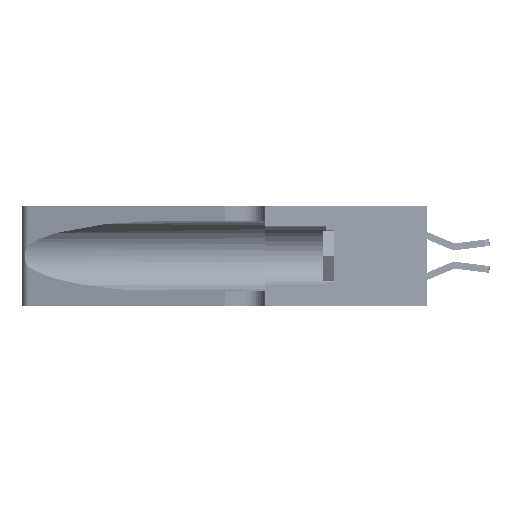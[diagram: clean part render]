
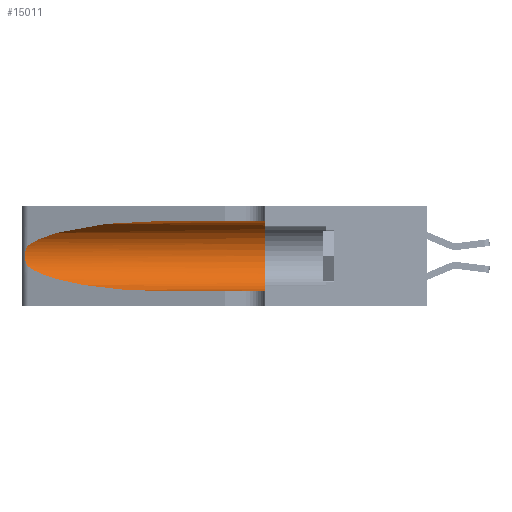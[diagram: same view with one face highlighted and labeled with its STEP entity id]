
A CAD part, left-side view. The second image highlights one B-rep face of the part: STEP entity #15011.
In plain terms, the highlighted cylindrical face has radius 3.308 mm (diameter 6.617 mm), a partial arc.
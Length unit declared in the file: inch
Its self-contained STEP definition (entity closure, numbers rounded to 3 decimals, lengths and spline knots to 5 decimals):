
#303 = EDGE_LOOP ( 'NONE', ( #14749, #16760, #33579, #538, #27139, #2566 ) ) ;
#538 = ORIENTED_EDGE ( 'NONE', *, *, #29529, .T. ) ;
#1329 = EDGE_CURVE ( 'NONE', #38193, #25999, #28889, .T. ) ;
#2271 = CIRCLE ( 'NONE', #15924, 0.13025 ) ;
#2566 = ORIENTED_EDGE ( 'NONE', *, *, #36164, .F. ) ;
#4058 = CARTESIAN_POINT ( 'NONE',  ( 0.25854, 1.2359, 0.20912 ) ) ;
#4499 = LINE ( 'NONE', #22743, #20552 ) ;
#6852 = CARTESIAN_POINT ( 'NONE',  ( 0.1305, 1.61858, 0.185 ) ) ;
#7346 = CARTESIAN_POINT ( 'NONE',  ( 0.26075, 1.23896, 0.19203 ) ) ;
#8210 = CARTESIAN_POINT ( 'NONE',  ( 0.1305, 0.35, 0.185 ) ) ;
#9009 = CARTESIAN_POINT ( 'NONE',  ( 0.25487, 1.22718, 0.14631 ) ) ;
#9826 = EDGE_CURVE ( 'NONE', #25471, #38193, #25821, .T. ) ;
#9934 = DIRECTION ( 'NONE',  ( 0., 0., -1. ) ) ;
#10414 = CARTESIAN_POINT ( 'NONE',  ( 0.25555, 1.22994, 0.2215 ) ) ;
#10539 = CARTESIAN_POINT ( 'NONE',  ( 0.26017, 1.23833, 0.17102 ) ) ;
#11399 = DIRECTION ( 'NONE',  ( 0., 0., 1. ) ) ;
#12651 = CARTESIAN_POINT ( 'NONE',  ( 0.18966, 0.96281, 0.05475 ) ) ;
#12744 = EDGE_CURVE ( 'NONE', #27890, #40756, #2271, .T. ) ;
#13825 = CARTESIAN_POINT ( 'NONE',  ( 0.25789, 1.23486, 0.15765 ) ) ;
#14749 = ORIENTED_EDGE ( 'NONE', *, *, #9826, .T. ) ;
#15011 = ADVANCED_FACE ( 'NONE', ( #33303 ), #15480, .F. ) ;
#15480 = CYLINDRICAL_SURFACE ( 'NONE', #19685, 0.13025 ) ;
#15924 = AXIS2_PLACEMENT_3D ( 'NONE', #8210, #30469, #11399 ) ;
#16760 = ORIENTED_EDGE ( 'NONE', *, *, #1329, .T. ) ;
#17028 = CARTESIAN_POINT ( 'NONE',  ( 0.25555, 1.22993, 0.14849 ) ) ;
#17435 = VERTEX_POINT ( 'NONE', #31344 ) ;
#19685 = AXIS2_PLACEMENT_3D ( 'NONE', #6852, #25936, #9934 ) ;
#20078 = CARTESIAN_POINT ( 'NONE',  ( 0.25487, 1.22718, 0.22369 ) ) ;
#20552 = VECTOR ( 'NONE', #25903, 39.37008 ) ;
#21315 = CARTESIAN_POINT ( 'NONE',  ( 0.25487, 1.22718, 0.22369 ) ) ;
#21572 = CARTESIAN_POINT ( 'NONE',  ( 0.1305, 0.35, 0.31525 ) ) ;
#22743 = CARTESIAN_POINT ( 'NONE',  ( 0.1305, 1.61858, 0.31525 ) ) ;
#22813 = CARTESIAN_POINT ( 'NONE',  ( 0.1305, 0.35, 0.05475 ) ) ;
#23124 = CARTESIAN_POINT ( 'NONE',  ( 0.25639, 1.23184, 0.21858 ) ) ;
#23265 = CARTESIAN_POINT ( 'NONE',  ( 0.25787, 1.23484, 0.2124 ) ) ;
#24340 = LINE ( 'NONE', #27230, #40159 ) ;
#24342 = CARTESIAN_POINT ( 'NONE',  ( 0.1305, 0.72297, 0.31525 ) ) ;
#25464 = CARTESIAN_POINT ( 'NONE',  ( 0.1305, 0.72297, 0.31525 ) ) ;
#25471 = VERTEX_POINT ( 'NONE', #25464 ) ;
#25821 =( BOUNDED_CURVE ( )  B_SPLINE_CURVE ( 3, ( #24342, #27398, #40225, #21315 ),
 .UNSPECIFIED., .F., .T. ) 
 B_SPLINE_CURVE_WITH_KNOTS ( ( 4, 4 ),
 ( 1.5708, 2.84003 ),
 .UNSPECIFIED. ) 
 CURVE ( )  GEOMETRIC_REPRESENTATION_ITEM ( )  RATIONAL_B_SPLINE_CURVE ( ( 1., 0.87, 0.87, 1. ) ) 
 REPRESENTATION_ITEM ( '' )  );
#25903 = DIRECTION ( 'NONE',  ( 0., -1., 0. ) ) ;
#25936 = DIRECTION ( 'NONE',  ( 0., -1., 0. ) ) ;
#25999 = VERTEX_POINT ( 'NONE', #9009 ) ;
#26423 = CARTESIAN_POINT ( 'NONE',  ( 0.26018, 1.23835, 0.19895 ) ) ;
#27139 = ORIENTED_EDGE ( 'NONE', *, *, #12744, .F. ) ;
#27230 = CARTESIAN_POINT ( 'NONE',  ( 0.1305, 1.61858, 0.05475 ) ) ;
#27398 = CARTESIAN_POINT ( 'NONE',  ( 0.18966, 0.96281, 0.31525 ) ) ;
#27890 = VERTEX_POINT ( 'NONE', #21572 ) ;
#28889 = B_SPLINE_CURVE_WITH_KNOTS ( 'NONE', 3,
 ( #20078, #10414, #23124, #23265, #4058, #26423, #7346, #29657, #10539, #32813, #13825, #35989, #17028, #39144 ),
 .UNSPECIFIED., .F., .F.,
 ( 4, 2, 2, 2, 2, 2, 4 ),
 ( 0., 0.00027, 0.00053, 0.00107, 0.0016, 0.00187, 0.00214 ),
 .UNSPECIFIED. ) ;
#28928 = CARTESIAN_POINT ( 'NONE',  ( 0.25487, 1.22718, 0.22369 ) ) ;
#29529 = EDGE_CURVE ( 'NONE', #17435, #40756, #24340, .T. ) ;
#29657 = CARTESIAN_POINT ( 'NONE',  ( 0.26075, 1.23896, 0.178 ) ) ;
#30439 = DIRECTION ( 'NONE',  ( 0., -1., 0. ) ) ;
#30469 = DIRECTION ( 'NONE',  ( 0., 1., 0. ) ) ;
#31344 = CARTESIAN_POINT ( 'NONE',  ( 0.1305, 0.72297, 0.05475 ) ) ;
#32813 = CARTESIAN_POINT ( 'NONE',  ( 0.25856, 1.23593, 0.16098 ) ) ;
#33303 = FACE_OUTER_BOUND ( 'NONE', #303, .T. ) ;
#33579 = ORIENTED_EDGE ( 'NONE', *, *, #35386, .T. ) ;
#34434 =( BOUNDED_CURVE ( )  B_SPLINE_CURVE ( 3, ( #37868, #41003, #12651, #34815 ),
 .UNSPECIFIED., .F., .F. ) 
 B_SPLINE_CURVE_WITH_KNOTS ( ( 4, 4 ),
 ( 3.44316, 4.71239 ),
 .UNSPECIFIED. ) 
 CURVE ( )  GEOMETRIC_REPRESENTATION_ITEM ( )  RATIONAL_B_SPLINE_CURVE ( ( 1., 0.87, 0.87, 1. ) ) 
 REPRESENTATION_ITEM ( '' )  );
#34815 = CARTESIAN_POINT ( 'NONE',  ( 0.1305, 0.72297, 0.05475 ) ) ;
#35386 = EDGE_CURVE ( 'NONE', #25999, #17435, #34434, .T. ) ;
#35989 = CARTESIAN_POINT ( 'NONE',  ( 0.25639, 1.23186, 0.15144 ) ) ;
#36164 = EDGE_CURVE ( 'NONE', #25471, #27890, #4499, .T. ) ;
#37868 = CARTESIAN_POINT ( 'NONE',  ( 0.25487, 1.22718, 0.14631 ) ) ;
#38193 = VERTEX_POINT ( 'NONE', #28928 ) ;
#39144 = CARTESIAN_POINT ( 'NONE',  ( 0.25487, 1.22718, 0.14631 ) ) ;
#40159 = VECTOR ( 'NONE', #30439, 39.37008 ) ;
#40225 = CARTESIAN_POINT ( 'NONE',  ( 0.2373, 1.15595, 0.28018 ) ) ;
#40756 = VERTEX_POINT ( 'NONE', #22813 ) ;
#41003 = CARTESIAN_POINT ( 'NONE',  ( 0.2373, 1.15595, 0.08982 ) ) ;
